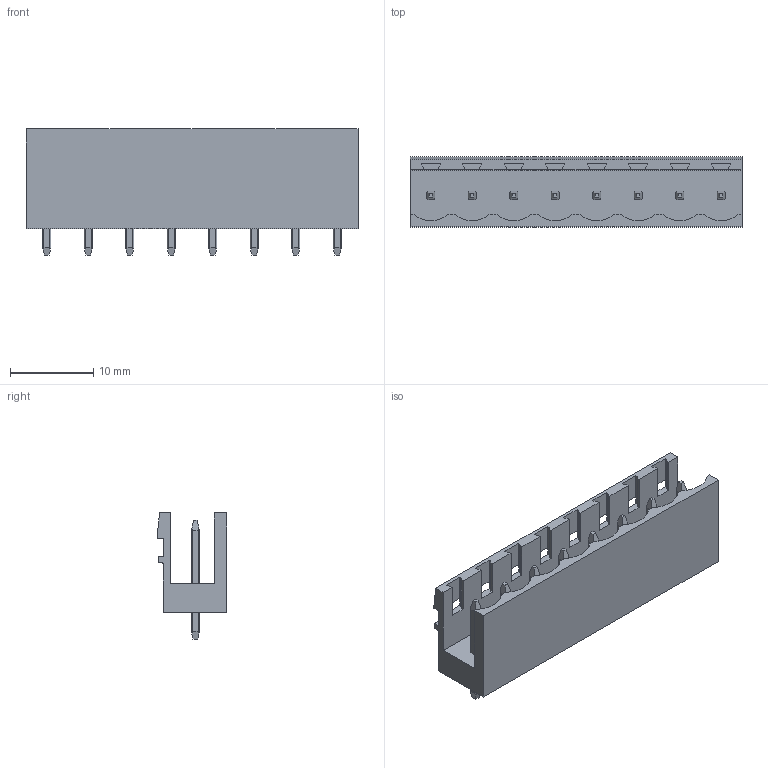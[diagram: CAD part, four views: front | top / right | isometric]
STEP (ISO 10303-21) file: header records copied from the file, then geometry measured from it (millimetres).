
FILE_DESCRIPTION(('CATIA V5 STEP Exchange','CAx-IF Rec.Pracs.--- Model Styling and Organization---1.2---2011-12-15'),'2;1');
FILE_NAME ('D1457116_0_1840980000_1840980000.stp','2018-11-20T03:39:19+00:00',('none'),('Weidmueller'),'CATIA Version 5-6 Release 2014','CATIA V5 STEP AP214','none');
FILE_SCHEMA(('AUTOMOTIVE_DESIGN { 1 0 10303 214 1 1 1 1 }'));
Length unit declared in the file: millimetre
Products named in the file (1): 1840980000
Bounding box: 40 x 8.43 x 15.2 mm (x, y, z)
Volume: 1820.1 mm3; surface area: 3006 mm2
Topology: 9 solids, 9 shells, 307 faces, 920 edges, 615 vertices
Faces by surface type: plane 233, cylinder 74
Entity records: 9658 total; most frequent: CARTESIAN_POINT 2166, ORIENTED_EDGE 1840, DIRECTION 1092, EDGE_CURVE 920, VECTOR 644, LINE 644, VERTEX_POINT 615, EDGE_LOOP 323
